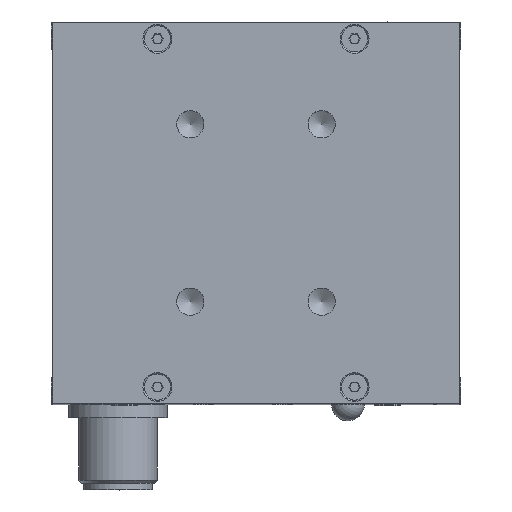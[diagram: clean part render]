
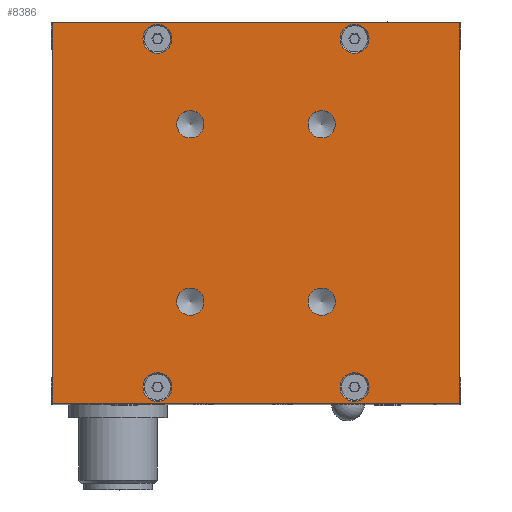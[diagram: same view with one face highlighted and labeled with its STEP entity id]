
A CAD part, top view. The second image highlights one B-rep face of the part: STEP entity #8386.
In plain terms, the highlighted planar face has unit normal (0, 0, 1).
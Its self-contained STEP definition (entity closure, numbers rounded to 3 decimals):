
#428=LINE('',#12589,#1274);
#467=LINE('',#12718,#1313);
#666=LINE('',#13114,#1512);
#674=LINE('',#13156,#1520);
#1274=VECTOR('',#10362,62.);
#1313=VECTOR('',#10491,58.);
#1512=VECTOR('',#10812,58.);
#1520=VECTOR('',#10870,62.);
#1940=FACE_BOUND('',#2981,.T.);
#1941=FACE_BOUND('',#2982,.T.);
#1942=FACE_BOUND('',#2983,.T.);
#1943=FACE_BOUND('',#2984,.T.);
#1944=FACE_BOUND('',#2985,.T.);
#1945=FACE_BOUND('',#2986,.T.);
#1946=FACE_BOUND('',#2987,.T.);
#1947=FACE_BOUND('',#2988,.T.);
#2367=FACE_OUTER_BOUND('',#2980,.T.);
#2980=EDGE_LOOP('',(#6619,#6620,#6621,#6622));
#2981=EDGE_LOOP('',(#6623));
#2982=EDGE_LOOP('',(#6624));
#2983=EDGE_LOOP('',(#6625));
#2984=EDGE_LOOP('',(#6626));
#2985=EDGE_LOOP('',(#6627));
#2986=EDGE_LOOP('',(#6628));
#2987=EDGE_LOOP('',(#6629));
#2988=EDGE_LOOP('',(#6630));
#3282=CIRCLE('',#8918,2.067);
#3284=CIRCLE('',#8922,2.067);
#3286=CIRCLE('',#8926,2.067);
#3288=CIRCLE('',#8930,2.067);
#3290=CIRCLE('',#8933,2.2);
#3291=CIRCLE('',#8935,2.2);
#3292=CIRCLE('',#8937,2.2);
#3294=CIRCLE('',#8940,2.2);
#3723=VERTEX_POINT('',#12587);
#3724=VERTEX_POINT('',#12588);
#3752=VERTEX_POINT('',#12670);
#3754=VERTEX_POINT('',#12676);
#3756=VERTEX_POINT('',#12682);
#3758=VERTEX_POINT('',#12688);
#3760=VERTEX_POINT('',#12693);
#3761=VERTEX_POINT('',#12696);
#3762=VERTEX_POINT('',#12699);
#3764=VERTEX_POINT('',#12704);
#3769=VERTEX_POINT('',#12716);
#3905=VERTEX_POINT('',#13113);
#4561=EDGE_CURVE('',#3723,#3724,#428,.T.);
#4604=EDGE_CURVE('',#3752,#3752,#3282,.T.);
#4606=EDGE_CURVE('',#3754,#3754,#3284,.T.);
#4608=EDGE_CURVE('',#3756,#3756,#3286,.T.);
#4610=EDGE_CURVE('',#3758,#3758,#3288,.T.);
#4612=EDGE_CURVE('',#3760,#3760,#3290,.T.);
#4613=EDGE_CURVE('',#3761,#3761,#3291,.T.);
#4614=EDGE_CURVE('',#3762,#3762,#3292,.T.);
#4616=EDGE_CURVE('',#3764,#3764,#3294,.T.);
#4623=EDGE_CURVE('',#3769,#3723,#467,.T.);
#4830=EDGE_CURVE('',#3724,#3905,#666,.T.);
#4844=EDGE_CURVE('',#3905,#3769,#674,.T.);
#6619=ORIENTED_EDGE('',*,*,#4844,.F.);
#6620=ORIENTED_EDGE('',*,*,#4830,.F.);
#6621=ORIENTED_EDGE('',*,*,#4561,.F.);
#6622=ORIENTED_EDGE('',*,*,#4623,.F.);
#6623=ORIENTED_EDGE('',*,*,#4604,.T.);
#6624=ORIENTED_EDGE('',*,*,#4606,.T.);
#6625=ORIENTED_EDGE('',*,*,#4608,.T.);
#6626=ORIENTED_EDGE('',*,*,#4610,.T.);
#6627=ORIENTED_EDGE('',*,*,#4612,.T.);
#6628=ORIENTED_EDGE('',*,*,#4613,.T.);
#6629=ORIENTED_EDGE('',*,*,#4614,.T.);
#6630=ORIENTED_EDGE('',*,*,#4616,.T.);
#7410=PLANE('',#9043);
#8386=ADVANCED_FACE('',(#2367,#1940,#1941,#1942,#1943,#1944,#1945,#1946,
#1947),#7410,.T.);
#8918=AXIS2_PLACEMENT_3D('',#12671,#10436,#10437);
#8922=AXIS2_PLACEMENT_3D('',#12677,#10444,#10445);
#8926=AXIS2_PLACEMENT_3D('',#12683,#10452,#10453);
#8930=AXIS2_PLACEMENT_3D('',#12689,#10460,#10461);
#8933=AXIS2_PLACEMENT_3D('',#12694,#10466,#10467);
#8935=AXIS2_PLACEMENT_3D('',#12697,#10470,#10471);
#8937=AXIS2_PLACEMENT_3D('',#12700,#10474,#10475);
#8940=AXIS2_PLACEMENT_3D('',#12705,#10480,#10481);
#9043=AXIS2_PLACEMENT_3D('',#13187,#10914,#10915);
#10362=DIRECTION('',(-1.,0.,0.));
#10436=DIRECTION('center_axis',(0.,0.,-1.));
#10437=DIRECTION('ref_axis',(-1.,0.,0.));
#10444=DIRECTION('center_axis',(0.,0.,-1.));
#10445=DIRECTION('ref_axis',(-1.,0.,0.));
#10452=DIRECTION('center_axis',(0.,0.,-1.));
#10453=DIRECTION('ref_axis',(-1.,0.,0.));
#10460=DIRECTION('center_axis',(0.,0.,-1.));
#10461=DIRECTION('ref_axis',(-1.,0.,0.));
#10466=DIRECTION('center_axis',(0.,0.,-1.));
#10467=DIRECTION('ref_axis',(-1.,0.,0.));
#10470=DIRECTION('center_axis',(0.,0.,-1.));
#10471=DIRECTION('ref_axis',(-1.,0.,0.));
#10474=DIRECTION('center_axis',(0.,0.,-1.));
#10475=DIRECTION('ref_axis',(-1.,0.,0.));
#10480=DIRECTION('center_axis',(0.,0.,-1.));
#10481=DIRECTION('ref_axis',(-1.,0.,0.));
#10491=DIRECTION('',(0.,-1.,0.));
#10812=DIRECTION('',(0.,1.,0.));
#10870=DIRECTION('',(1.,0.,0.));
#10914=DIRECTION('center_axis',(0.,0.,
1.));
#10915=DIRECTION('ref_axis',(1.,0.,0.));
#12587=CARTESIAN_POINT('',(62.,0.,98.5));
#12588=CARTESIAN_POINT('',(0.,0.,
98.5));
#12589=CARTESIAN_POINT('',(62.,0.,98.5));
#12670=CARTESIAN_POINT('',(23.067,15.5,98.5));
#12671=CARTESIAN_POINT('Origin',(21.,15.5,98.5));
#12676=CARTESIAN_POINT('',(43.067,15.5,98.5));
#12677=CARTESIAN_POINT('Origin',(41.,15.5,98.5));
#12682=CARTESIAN_POINT('',(43.067,42.5,98.5));
#12683=CARTESIAN_POINT('Origin',(41.,42.5,98.5));
#12688=CARTESIAN_POINT('',(23.067,42.5,98.5));
#12689=CARTESIAN_POINT('Origin',(21.,42.5,98.5));
#12693=CARTESIAN_POINT('',(18.2,2.5,98.5));
#12694=CARTESIAN_POINT('Origin',(16.,2.5,98.5));
#12696=CARTESIAN_POINT('',(48.2,2.5,98.5));
#12697=CARTESIAN_POINT('Origin',(46.,2.5,98.5));
#12699=CARTESIAN_POINT('',(48.2,55.5,98.5));
#12700=CARTESIAN_POINT('Origin',(46.,55.5,98.5));
#12704=CARTESIAN_POINT('',(18.2,55.5,98.5));
#12705=CARTESIAN_POINT('Origin',(16.,55.5,98.5));
#12716=CARTESIAN_POINT('',(62.,58.,98.5));
#12718=CARTESIAN_POINT('',(62.,58.,98.5));
#13113=CARTESIAN_POINT('',(0.,58.,98.5));
#13114=CARTESIAN_POINT('',(0.,0.,
98.5));
#13156=CARTESIAN_POINT('',(0.,58.,98.5));
#13187=CARTESIAN_POINT('Origin',(31.,0.,
98.5));
